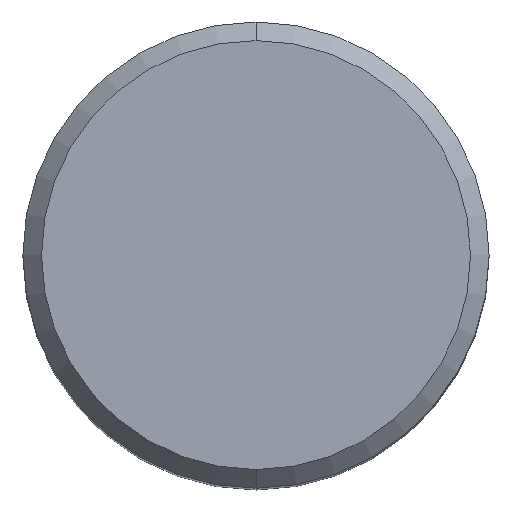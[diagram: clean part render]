
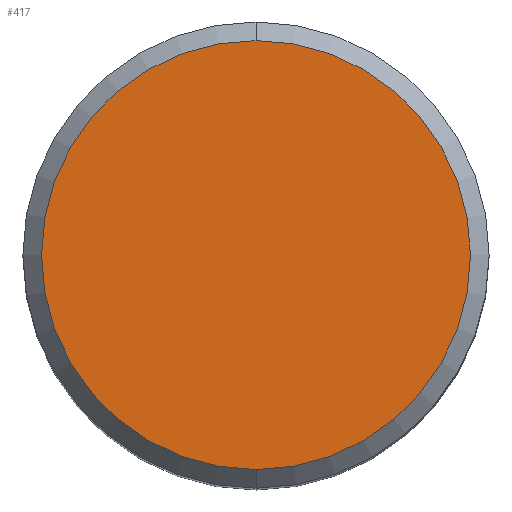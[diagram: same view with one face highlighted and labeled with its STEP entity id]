
A CAD part, top view. The second image highlights one B-rep face of the part: STEP entity #417.
In plain terms, the highlighted planar face has unit normal (0, 0, 1).
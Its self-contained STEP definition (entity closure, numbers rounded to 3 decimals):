
#317=EDGE_CURVE('',#453,#337,#641,.T.);
#337=VERTEX_POINT('',#662);
#417=ADVANCED_FACE('',(#749),#750,.T.);
#453=VERTEX_POINT('',#790);
#459=EDGE_CURVE('',#337,#453,#796,.T.);
#641=CIRCLE('',#1174,11.5);
#662=CARTESIAN_POINT('',(0.0,11.5,0.0));
#749=FACE_OUTER_BOUND('',#1493,.T.);
#750=PLANE('',#1494);
#790=CARTESIAN_POINT('',(0.,-11.5,0.0));
#796=CIRCLE('',#1600,11.5);
#1174=AXIS2_PLACEMENT_3D('',#1794,#1795,#1796);
#1493=EDGE_LOOP('',(#1900,#1901));
#1494=AXIS2_PLACEMENT_3D('',#1902,#1903,#1904);
#1600=AXIS2_PLACEMENT_3D('',#1962,#1963,#1964);
#1794=CARTESIAN_POINT('',(0.0,0.0,0.0));
#1795=DIRECTION('',(0.0,0.0,-1.0));
#1796=DIRECTION('',(0.0,1.0,0.0));
#1900=ORIENTED_EDGE('',*,*,#459,.F.);
#1901=ORIENTED_EDGE('',*,*,#317,.F.);
#1902=CARTESIAN_POINT('',(0.0,5.75,0.0));
#1903=DIRECTION('',(-0.0,0.0,1.0));
#1904=DIRECTION('',(0.0,-1.0,0.0));
#1962=CARTESIAN_POINT('',(0.0,0.0,0.0));
#1963=DIRECTION('',(0.0,0.0,-1.0));
#1964=DIRECTION('',(0.0,1.0,0.0));
